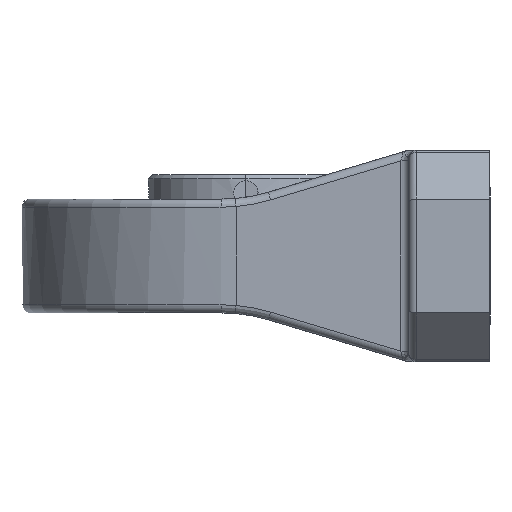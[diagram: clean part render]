
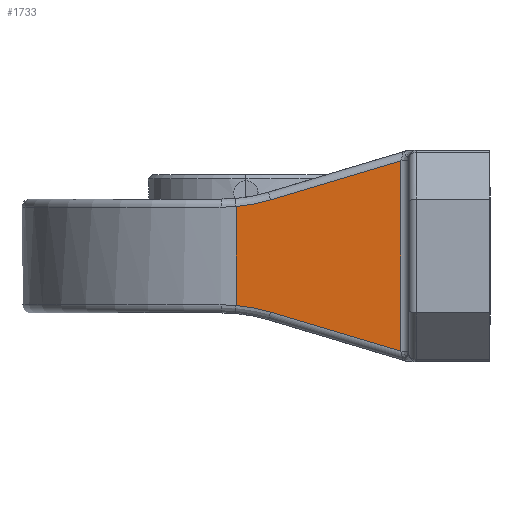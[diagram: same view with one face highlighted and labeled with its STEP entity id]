
A CAD part, left-side view. The second image highlights one B-rep face of the part: STEP entity #1733.
In plain terms, the highlighted planar face has unit normal (-0.999, 0.044, 0).
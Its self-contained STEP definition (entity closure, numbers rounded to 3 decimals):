
#310 = CARTESIAN_POINT ( 'NONE',  ( -13.737, 0.6, 4.75 ) ) ;
#351 = DIRECTION ( 'NONE',  ( 0., 0., -1. ) ) ;
#357 = LINE ( 'NONE', #979, #5799 ) ;
#385 = CARTESIAN_POINT ( 'NONE',  ( -14.206, -10.142, 6.027 ) ) ;
#438 = CARTESIAN_POINT ( 'NONE',  ( -13.737, 0.6, 3.038 ) ) ;
#530 = CARTESIAN_POINT ( 'NONE',  ( -13.768, -0.122, -3.099 ) ) ;
#555 = DIRECTION ( 'NONE',  ( -0.042, -0.957, -0.287 ) ) ;
#563 = EDGE_CURVE ( 'NONE', #3185, #2054, #357, .T. ) ;
#656 = EDGE_CURVE ( 'NONE', #799, #6731, #2588, .T. ) ;
#683 = VECTOR ( 'NONE', #555, 1000. ) ;
#772 = VECTOR ( 'NONE', #4958, 1000. ) ;
#799 = VERTEX_POINT ( 'NONE', #6971 ) ;
#865 = ORIENTED_EDGE ( 'NONE', *, *, #656, .T. ) ;
#876 = ORIENTED_EDGE ( 'NONE', *, *, #2319, .T. ) ;
#959 = FACE_OUTER_BOUND ( 'NONE', #3195, .T. ) ;
#979 = CARTESIAN_POINT ( 'NONE',  ( -14.179, -9.522, 5.985 ) ) ;
#1113 = LINE ( 'NONE', #5699, #683 ) ;
#1520 = DIRECTION ( 'NONE',  ( 0.999, -0.044, 0. ) ) ;
#1579 = CARTESIAN_POINT ( 'NONE',  ( -13.83, -1.528, -3.443 ) ) ;
#1590 = PLANE ( 'NONE',  #2337 ) ;
#1620 = CARTESIAN_POINT ( 'NONE',  ( -13.737, 0.6, -3.038 ) ) ;
#1733 = ADVANCED_FACE ( 'NONE', ( #959 ), #1590, .F. ) ;
#1877 = CARTESIAN_POINT ( 'NONE',  ( -13.83, -1.528, 3.443 ) ) ;
#2054 = VERTEX_POINT ( 'NONE', #5037 ) ;
#2223 = EDGE_CURVE ( 'NONE', #6044, #799, #3105, .T. ) ;
#2319 = EDGE_CURVE ( 'NONE', #2054, #6701, #5523, .T. ) ;
#2337 = AXIS2_PLACEMENT_3D ( 'NONE', #4903, #1520, #4330 ) ;
#2588 =( BOUNDED_CURVE ( )  B_SPLINE_CURVE ( 3, ( #1620, #530, #2818, #1579 ),
 .UNSPECIFIED., .F., .F. ) 
 B_SPLINE_CURVE_WITH_KNOTS ( ( 4, 4 ),
 ( 4.797, 5.004 ),
 .UNSPECIFIED. ) 
 CURVE ( )  GEOMETRIC_REPRESENTATION_ITEM ( )  RATIONAL_B_SPLINE_CURVE ( ( 1., 0.996, 0.996, 1. ) ) 
 REPRESENTATION_ITEM ( '' )  );
#2596 = ORIENTED_EDGE ( 'NONE', *, *, #3253, .T. ) ;
#2609 = ORIENTED_EDGE ( 'NONE', *, *, #563, .T. ) ;
#2818 = CARTESIAN_POINT ( 'NONE',  ( -13.8, -0.834, -3.235 ) ) ;
#3105 = LINE ( 'NONE', #310, #3998 ) ;
#3185 = VERTEX_POINT ( 'NONE', #6543 ) ;
#3195 = EDGE_LOOP ( 'NONE', ( #3218, #2609, #876, #2596, #4216, #865 ) ) ;
#3218 = ORIENTED_EDGE ( 'NONE', *, *, #7333, .T. ) ;
#3253 = EDGE_CURVE ( 'NONE', #6701, #6044, #6969, .T. ) ;
#3260 = DIRECTION ( 'NONE',  ( 0., 0., 1. ) ) ;
#3836 = CARTESIAN_POINT ( 'NONE',  ( -13.83, -1.528, 3.443 ) ) ;
#3902 = CARTESIAN_POINT ( 'NONE',  ( -13.768, -0.122, 3.099 ) ) ;
#3998 = VECTOR ( 'NONE', #351, 1000. ) ;
#4216 = ORIENTED_EDGE ( 'NONE', *, *, #2223, .T. ) ;
#4330 = DIRECTION ( 'NONE',  ( -0.044, -0.999, 0. ) ) ;
#4903 = CARTESIAN_POINT ( 'NONE',  ( -14.2, -10., 6.5 ) ) ;
#4958 = DIRECTION ( 'NONE',  ( 0.042, 0.957, -0.287 ) ) ;
#5037 = CARTESIAN_POINT ( 'NONE',  ( -14.179, -9.522, 5.841 ) ) ;
#5523 = LINE ( 'NONE', #385, #772 ) ;
#5579 = CARTESIAN_POINT ( 'NONE',  ( -13.8, -0.834, 3.235 ) ) ;
#5699 = CARTESIAN_POINT ( 'NONE',  ( -14.05, -6.57, -4.955 ) ) ;
#5702 = CARTESIAN_POINT ( 'NONE',  ( -13.737, 0.6, 3.038 ) ) ;
#5799 = VECTOR ( 'NONE', #3260, 1000. ) ;
#6044 = VERTEX_POINT ( 'NONE', #5702 ) ;
#6530 = CARTESIAN_POINT ( 'NONE',  ( -13.83, -1.528, -3.443 ) ) ;
#6543 = CARTESIAN_POINT ( 'NONE',  ( -14.179, -9.522, -5.841 ) ) ;
#6701 = VERTEX_POINT ( 'NONE', #1877 ) ;
#6731 = VERTEX_POINT ( 'NONE', #6530 ) ;
#6969 =( BOUNDED_CURVE ( )  B_SPLINE_CURVE ( 3, ( #3836, #5579, #3902, #438 ),
 .UNSPECIFIED., .F., .F. ) 
 B_SPLINE_CURVE_WITH_KNOTS ( ( 4, 4 ),
 ( 1.279, 1.486 ),
 .UNSPECIFIED. ) 
 CURVE ( )  GEOMETRIC_REPRESENTATION_ITEM ( )  RATIONAL_B_SPLINE_CURVE ( ( 1., 0.996, 0.996, 1. ) ) 
 REPRESENTATION_ITEM ( '' )  );
#6971 = CARTESIAN_POINT ( 'NONE',  ( -13.737, 0.6, -3.038 ) ) ;
#7333 = EDGE_CURVE ( 'NONE', #6731, #3185, #1113, .T. ) ;
